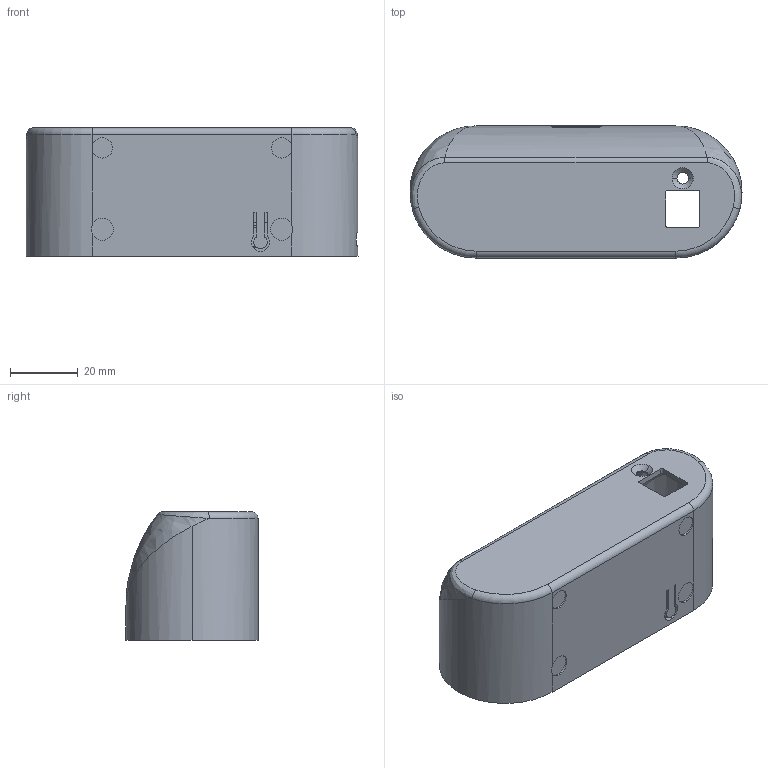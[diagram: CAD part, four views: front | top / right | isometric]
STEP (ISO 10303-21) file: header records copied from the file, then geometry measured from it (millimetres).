
FILE_DESCRIPTION (( 'STEP AP214' ), '1' );
FILE_NAME ('tembed-case.STEP', '2023-11-09T15:41:35', ( '' ), ( '' ), 'SwSTEP 2.0', 'SolidWorks 2015', '' );
FILE_SCHEMA (( 'AUTOMOTIVE_DESIGN' ));
Length unit declared in the file: millimetre
Products named in the file (2): tembed-case
Bounding box: 98 x 39 x 38 mm (x, y, z)
Volume: 20435.3 mm3; surface area: 24290.5 mm2
Topology: 1 solids, 3 shells, 233 faces, 628 edges, 401 vertices
Faces by surface type: plane 113, cylinder 97, bspline 10, torus 6, cone 5, sphere 2
Entity records: 8967 total; most frequent: CARTESIAN_POINT 3049, ORIENTED_EDGE 1244, DIRECTION 1179, EDGE_CURVE 622, AXIS2_PLACEMENT_3D 405, VERTEX_POINT 401, LINE 369, VECTOR 369
